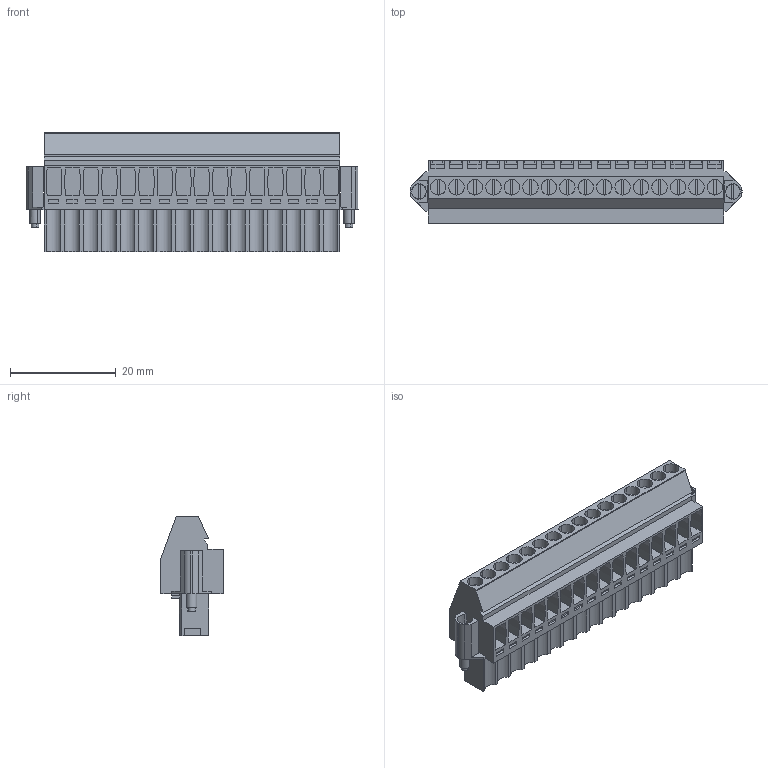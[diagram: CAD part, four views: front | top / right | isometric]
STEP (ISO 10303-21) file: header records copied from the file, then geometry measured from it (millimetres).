
FILE_DESCRIPTION(('CATIA V5 STEP Exchange','CAx-IF Rec.Pracs.--- Model Styling and Organization---1.2---2011-12-15'),'2;1');
FILE_NAME ('D1454141_0_1640070000_1640070000.stp','2017-04-20T09:14:42+00:00',('none'),('Weidmueller'),'CATIA Version 5-6 Release 2014','CATIA V5 STEP AP214','none');
FILE_SCHEMA(('AUTOMOTIVE_DESIGN { 1 0 10303 214 1 1 1 1 }'));
Length unit declared in the file: millimetre
Products named in the file (1): 1640070000
Bounding box: 62.94 x 11.83 x 22.6 mm (x, y, z)
Volume: 8657.8 mm3; surface area: 7254.8 mm2
Topology: 19 solids, 19 shells, 1015 faces, 2787 edges, 1883 vertices
Faces by surface type: plane 843, cylinder 160, extrusion 12
Entity records: 29940 total; most frequent: CARTESIAN_POINT 5795, ORIENTED_EDGE 5574, DIRECTION 3901, EDGE_CURVE 2787, VECTOR 2287, LINE 2275, VERTEX_POINT 1883, EDGE_LOOP 1092
